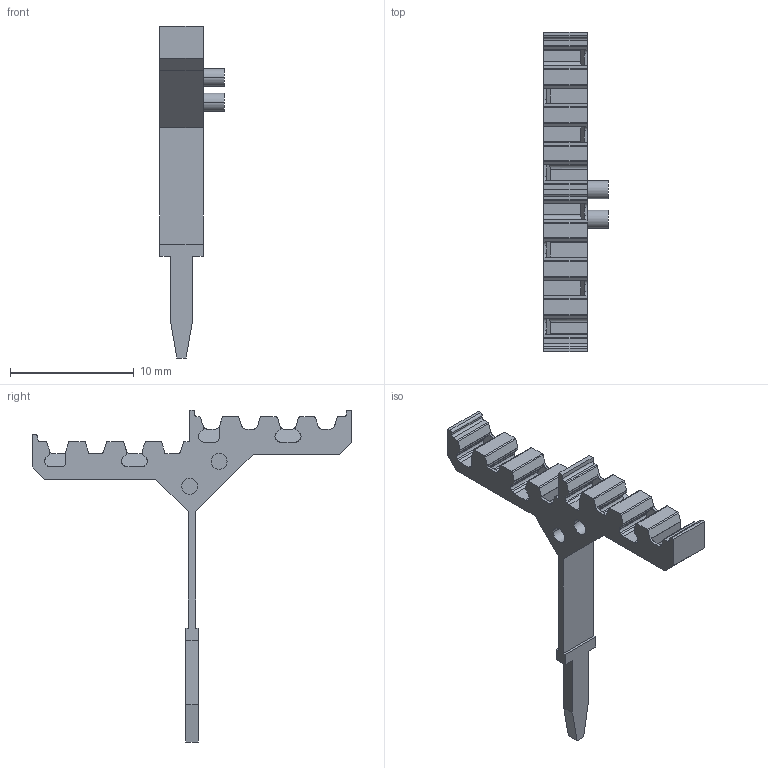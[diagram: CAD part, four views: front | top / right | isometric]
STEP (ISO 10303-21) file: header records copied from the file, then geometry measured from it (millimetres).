
FILE_DESCRIPTION(('CATIA V5 STEP Exchange','CAx-IF Rec.Pracs.--- Model Styling and Organization---1.4--- 2014-01-23'),'2;1');
FILE_NAME ('1142599-5_0_2682080000_69557_SNAPMARK_1-5_Simple3D.stp','2024-02-29T12:09:27+00:00',('none'),('Weidmueller'),'CATIA Version 5-6 Release 2016 SP3 HF44','CATIA V5 STEP AP214','none');
FILE_SCHEMA(('AUTOMOTIVE_DESIGN { 1 0 10303 214 1 1 1 1 }'));
Length unit declared in the file: millimetre
Products named in the file (1): 69557_SNAPMARK_1-5
Bounding box: 5.2 x 25.8 x 26.8 mm (x, y, z)
Volume: 282.6 mm3; surface area: 664.6 mm2
Topology: 1 solids, 1 shells, 245 faces, 717 edges, 478 vertices
Faces by surface type: plane 136, cylinder 109
Entity records: 8460 total; most frequent: CARTESIAN_POINT 2164, ORIENTED_EDGE 1434, DIRECTION 1089, EDGE_CURVE 717, VECTOR 497, LINE 497, VERTEX_POINT 478, AXIS2_PLACEMENT_3D 369
